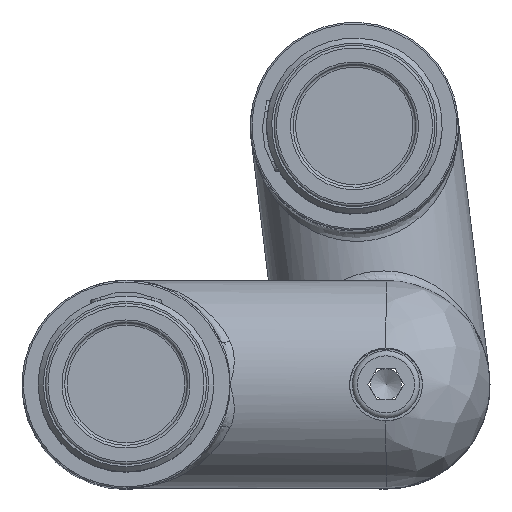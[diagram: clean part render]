
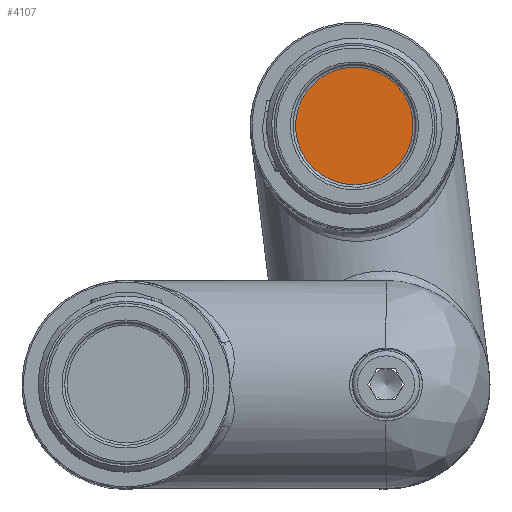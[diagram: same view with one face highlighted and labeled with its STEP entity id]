
A CAD part, top view. The second image highlights one B-rep face of the part: STEP entity #4107.
In plain terms, the highlighted planar face has unit normal (0, 0, 1).
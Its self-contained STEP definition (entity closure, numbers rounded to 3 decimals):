
#98=PLANE('',#4494);
#418=FACE_OUTER_BOUND('',#651,.T.);
#651=EDGE_LOOP('',(#3712));
#986=CIRCLE('',#4492,11.3);
#2039=VERTEX_POINT('',#23345);
#2670=EDGE_CURVE('',#2039,#2039,#986,.T.);
#3712=ORIENTED_EDGE('',*,*,#2670,.T.);
#4107=ADVANCED_FACE('',(#418),#98,.T.);
#4492=AXIS2_PLACEMENT_3D('',#23346,#5379,#5380);
#4494=AXIS2_PLACEMENT_3D('',#23348,#5383,#5384);
#5379=DIRECTION('center_axis',(0.,0.,
1.));
#5380=DIRECTION('ref_axis',(0.903,-0.429,0.));
#5383=DIRECTION('center_axis',(0.,0.,
1.));
#5384=DIRECTION('ref_axis',(0.903,-0.429,0.));
#23345=CARTESIAN_POINT('',(-219.449,54.485,-3.5));
#23346=CARTESIAN_POINT('Origin',(-209.242,49.636,-3.5));
#23348=CARTESIAN_POINT('Origin',(-209.242,49.636,-3.5));
